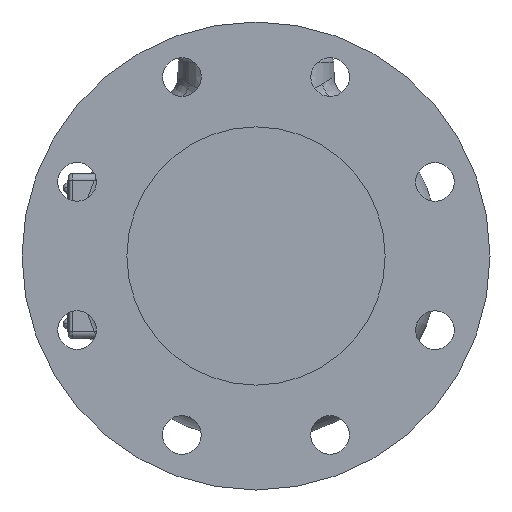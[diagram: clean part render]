
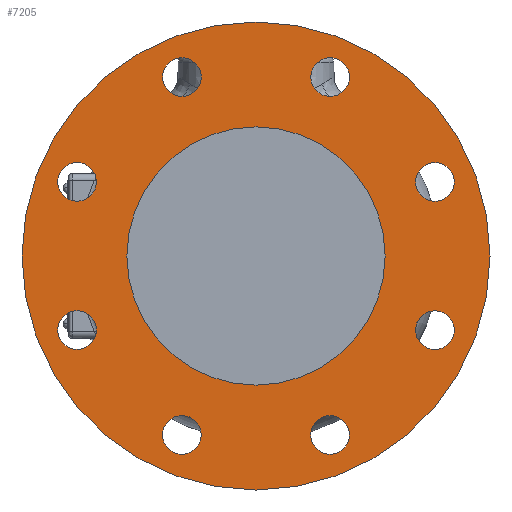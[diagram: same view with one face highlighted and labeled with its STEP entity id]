
A CAD part, front view. The second image highlights one B-rep face of the part: STEP entity #7205.
In plain terms, the highlighted planar face has unit normal (0, -1, 0).
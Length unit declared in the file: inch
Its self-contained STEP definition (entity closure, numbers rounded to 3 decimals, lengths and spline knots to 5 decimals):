
#3715=CARTESIAN_POINT('',(0.,-3.625,0.));
#3716=DIRECTION('',(0.,-1.,0.));
#3717=DIRECTION('',(-1.,0.,0.));
#3718=AXIS2_PLACEMENT_3D('',#3715,#3716,#3717);
#3733=CARTESIAN_POINT('',(3.46455,-3.625,1.43506));
#3734=DIRECTION('',(0.,1.,0.));
#3735=DIRECTION('',(0.,0.,1.));
#3736=AXIS2_PLACEMENT_3D('',#3733,#3734,#3735);
#3738=CARTESIAN_POINT('',(3.46455,-3.625,1.43506));
#3739=DIRECTION('',(0.,1.,0.));
#3740=DIRECTION('',(0.,0.,-1.));
#3741=AXIS2_PLACEMENT_3D('',#3738,#3739,#3740);
#3743=CARTESIAN_POINT('',(1.43506,-3.625,3.46455));
#3744=DIRECTION('',(0.,1.,0.));
#3745=DIRECTION('',(-0.707,0.,0.707));
#3746=AXIS2_PLACEMENT_3D('',#3743,#3744,#3745);
#3748=CARTESIAN_POINT('',(1.43506,-3.625,3.46455));
#3749=DIRECTION('',(0.,1.,0.));
#3750=DIRECTION('',(0.707,0.,-0.707));
#3751=AXIS2_PLACEMENT_3D('',#3748,#3749,#3750);
#3753=CARTESIAN_POINT('',(-1.43506,-3.625,3.46455));
#3754=DIRECTION('',(0.,1.,0.));
#3755=DIRECTION('',(-1.,0.,0.));
#3756=AXIS2_PLACEMENT_3D('',#3753,#3754,#3755);
#3758=CARTESIAN_POINT('',(-1.43506,-3.625,3.46455));
#3759=DIRECTION('',(0.,1.,0.));
#3760=DIRECTION('',(1.,0.,0.));
#3761=AXIS2_PLACEMENT_3D('',#3758,#3759,#3760);
#3763=CARTESIAN_POINT('',(-3.46455,-3.625,1.43506));
#3764=DIRECTION('',(0.,1.,0.));
#3765=DIRECTION('',(-0.707,0.,-0.707));
#3766=AXIS2_PLACEMENT_3D('',#3763,#3764,#3765);
#3768=CARTESIAN_POINT('',(-3.46455,-3.625,1.43506));
#3769=DIRECTION('',(0.,1.,0.));
#3770=DIRECTION('',(0.707,0.,0.707));
#3771=AXIS2_PLACEMENT_3D('',#3768,#3769,#3770);
#3773=CARTESIAN_POINT('',(-3.46455,-3.625,-1.43506));
#3774=DIRECTION('',(0.,1.,0.));
#3775=DIRECTION('',(0.,0.,-1.));
#3776=AXIS2_PLACEMENT_3D('',#3773,#3774,#3775);
#3778=CARTESIAN_POINT('',(-3.46455,-3.625,-1.43506));
#3779=DIRECTION('',(0.,1.,0.));
#3780=DIRECTION('',(0.,0.,1.));
#3781=AXIS2_PLACEMENT_3D('',#3778,#3779,#3780);
#3783=CARTESIAN_POINT('',(-1.43506,-3.625,-3.46455));
#3784=DIRECTION('',(0.,1.,0.));
#3785=DIRECTION('',(0.707,0.,-0.707));
#3786=AXIS2_PLACEMENT_3D('',#3783,#3784,#3785);
#3788=CARTESIAN_POINT('',(-1.43506,-3.625,-3.46455));
#3789=DIRECTION('',(0.,1.,0.));
#3790=DIRECTION('',(-0.707,0.,0.707));
#3791=AXIS2_PLACEMENT_3D('',#3788,#3789,#3790);
#3793=CARTESIAN_POINT('',(1.43506,-3.625,-3.46455));
#3794=DIRECTION('',(0.,1.,0.));
#3795=DIRECTION('',(1.,0.,0.));
#3796=AXIS2_PLACEMENT_3D('',#3793,#3794,#3795);
#3798=CARTESIAN_POINT('',(1.43506,-3.625,-3.46455));
#3799=DIRECTION('',(0.,1.,0.));
#3800=DIRECTION('',(-1.,0.,0.));
#3801=AXIS2_PLACEMENT_3D('',#3798,#3799,#3800);
#3803=CARTESIAN_POINT('',(3.46455,-3.625,-1.43506));
#3804=DIRECTION('',(0.,1.,0.));
#3805=DIRECTION('',(0.707,0.,0.707));
#3806=AXIS2_PLACEMENT_3D('',#3803,#3804,#3805);
#3808=CARTESIAN_POINT('',(3.46455,-3.625,-1.43506));
#3809=DIRECTION('',(0.,1.,0.));
#3810=DIRECTION('',(-0.707,0.,-0.707));
#3811=AXIS2_PLACEMENT_3D('',#3808,#3809,#3810);
#3813=CARTESIAN_POINT('',(0.,-3.625,0.));
#3814=DIRECTION('',(0.,-1.,0.));
#3815=DIRECTION('',(1.,0.,0.));
#3816=AXIS2_PLACEMENT_3D('',#3813,#3814,#3815);
#3818=CARTESIAN_POINT('',(0.,-3.625,0.));
#3819=DIRECTION('',(0.,-1.,0.));
#3820=DIRECTION('',(-1.,0.,0.));
#3821=AXIS2_PLACEMENT_3D('',#3818,#3819,#3820);
#3823=CARTESIAN_POINT('',(0.,-3.625,0.));
#3824=DIRECTION('',(0.,-1.,0.));
#3825=DIRECTION('',(1.,0.,0.));
#3826=AXIS2_PLACEMENT_3D('',#3823,#3824,#3825);
#4215=CARTESIAN_POINT('',(4.53125,-3.625,0.));
#4216=CARTESIAN_POINT('',(-4.53125,-3.625,0.));
#4217=VERTEX_POINT('',#4215);
#4218=VERTEX_POINT('',#4216);
#4355=CARTESIAN_POINT('',(3.46455,-3.625,1.81006));
#4357=VERTEX_POINT('',#4355);
#4359=CARTESIAN_POINT('',(3.46455,-3.625,1.06006));
#4361=VERTEX_POINT('',#4359);
#4363=CARTESIAN_POINT('',(1.1699,-3.625,3.72971));
#4365=VERTEX_POINT('',#4363);
#4367=CARTESIAN_POINT('',(1.70023,-3.625,3.19938));
#4369=VERTEX_POINT('',#4367);
#4371=CARTESIAN_POINT('',(-1.81006,-3.625,3.46455));
#4373=VERTEX_POINT('',#4371);
#4375=CARTESIAN_POINT('',(-1.06006,-3.625,3.46455));
#4377=VERTEX_POINT('',#4375);
#4379=CARTESIAN_POINT('',(-3.72971,-3.625,1.1699));
#4381=VERTEX_POINT('',#4379);
#4383=CARTESIAN_POINT('',(-3.19938,-3.625,1.70023));
#4385=VERTEX_POINT('',#4383);
#4387=CARTESIAN_POINT('',(-3.46455,-3.625,-1.81006));
#4389=VERTEX_POINT('',#4387);
#4391=CARTESIAN_POINT('',(-3.46455,-3.625,-1.06006));
#4393=VERTEX_POINT('',#4391);
#4395=CARTESIAN_POINT('',(-1.1699,-3.625,-3.72971));
#4397=VERTEX_POINT('',#4395);
#4399=CARTESIAN_POINT('',(-1.70023,-3.625,-3.19938));
#4401=VERTEX_POINT('',#4399);
#4403=CARTESIAN_POINT('',(1.81006,-3.625,-3.46455));
#4405=VERTEX_POINT('',#4403);
#4407=CARTESIAN_POINT('',(1.06006,-3.625,-3.46455));
#4409=VERTEX_POINT('',#4407);
#4411=CARTESIAN_POINT('',(3.72971,-3.625,-1.1699));
#4413=VERTEX_POINT('',#4411);
#4415=CARTESIAN_POINT('',(3.19938,-3.625,-1.70023));
#4417=VERTEX_POINT('',#4415);
#4427=CARTESIAN_POINT('',(2.5,-3.625,0.));
#4428=CARTESIAN_POINT('',(-2.5,-3.625,0.));
#4429=VERTEX_POINT('',#4427);
#4430=VERTEX_POINT('',#4428);
#7141=CARTESIAN_POINT('',(0.,-3.625,0.));
#7142=DIRECTION('',(0.,1.,0.));
#7143=DIRECTION('',(-1.,0.,0.));
#7144=AXIS2_PLACEMENT_3D('',#7141,#7142,#7143);
#7145=PLANE('',#7144);
#7147=ORIENTED_EDGE('',*,*,#7146,.F.);
#7148=ORIENTED_EDGE('',*,*,#7131,.F.);
#7149=EDGE_LOOP('',(#7147,#7148));
#7150=FACE_OUTER_BOUND('',#7149,.F.);
#7152=ORIENTED_EDGE('',*,*,#7151,.F.);
#7154=ORIENTED_EDGE('',*,*,#7153,.F.);
#7155=EDGE_LOOP('',(#7152,#7154));
#7156=FACE_BOUND('',#7155,.F.);
#7158=ORIENTED_EDGE('',*,*,#7157,.F.);
#7160=ORIENTED_EDGE('',*,*,#7159,.F.);
#7161=EDGE_LOOP('',(#7158,#7160));
#7162=FACE_BOUND('',#7161,.F.);
#7164=ORIENTED_EDGE('',*,*,#7163,.F.);
#7166=ORIENTED_EDGE('',*,*,#7165,.F.);
#7167=EDGE_LOOP('',(#7164,#7166));
#7168=FACE_BOUND('',#7167,.F.);
#7170=ORIENTED_EDGE('',*,*,#7169,.F.);
#7172=ORIENTED_EDGE('',*,*,#7171,.F.);
#7173=EDGE_LOOP('',(#7170,#7172));
#7174=FACE_BOUND('',#7173,.F.);
#7176=ORIENTED_EDGE('',*,*,#7175,.F.);
#7178=ORIENTED_EDGE('',*,*,#7177,.F.);
#7179=EDGE_LOOP('',(#7176,#7178));
#7180=FACE_BOUND('',#7179,.F.);
#7182=ORIENTED_EDGE('',*,*,#7181,.F.);
#7184=ORIENTED_EDGE('',*,*,#7183,.F.);
#7185=EDGE_LOOP('',(#7182,#7184));
#7186=FACE_BOUND('',#7185,.F.);
#7188=ORIENTED_EDGE('',*,*,#7187,.F.);
#7190=ORIENTED_EDGE('',*,*,#7189,.F.);
#7191=EDGE_LOOP('',(#7188,#7190));
#7192=FACE_BOUND('',#7191,.F.);
#7194=ORIENTED_EDGE('',*,*,#7193,.F.);
#7196=ORIENTED_EDGE('',*,*,#7195,.F.);
#7197=EDGE_LOOP('',(#7194,#7196));
#7198=FACE_BOUND('',#7197,.F.);
#7200=ORIENTED_EDGE('',*,*,#7199,.T.);
#7202=ORIENTED_EDGE('',*,*,#7201,.T.);
#7203=EDGE_LOOP('',(#7200,#7202));
#7204=FACE_BOUND('',#7203,.F.);
#3719=CIRCLE('',#3718,4.53125);
#3737=CIRCLE('',#3736,0.375);
#3742=CIRCLE('',#3741,0.375);
#3747=CIRCLE('',#3746,0.375);
#3752=CIRCLE('',#3751,0.375);
#3757=CIRCLE('',#3756,0.375);
#3762=CIRCLE('',#3761,0.375);
#3767=CIRCLE('',#3766,0.375);
#3772=CIRCLE('',#3771,0.375);
#3777=CIRCLE('',#3776,0.375);
#3782=CIRCLE('',#3781,0.375);
#3787=CIRCLE('',#3786,0.375);
#3792=CIRCLE('',#3791,0.375);
#3797=CIRCLE('',#3796,0.375);
#3802=CIRCLE('',#3801,0.375);
#3807=CIRCLE('',#3806,0.375);
#3812=CIRCLE('',#3811,0.375);
#3817=CIRCLE('',#3816,2.5);
#3822=CIRCLE('',#3821,2.5);
#3827=CIRCLE('',#3826,4.53125);
#7131=EDGE_CURVE('',#4218,#4217,#3719,.T.);
#7146=EDGE_CURVE('',#4217,#4218,#3827,.T.);
#7151=EDGE_CURVE('',#4357,#4361,#3737,.T.);
#7153=EDGE_CURVE('',#4361,#4357,#3742,.T.);
#7157=EDGE_CURVE('',#4365,#4369,#3747,.T.);
#7159=EDGE_CURVE('',#4369,#4365,#3752,.T.);
#7163=EDGE_CURVE('',#4373,#4377,#3757,.T.);
#7165=EDGE_CURVE('',#4377,#4373,#3762,.T.);
#7169=EDGE_CURVE('',#4381,#4385,#3767,.T.);
#7171=EDGE_CURVE('',#4385,#4381,#3772,.T.);
#7175=EDGE_CURVE('',#4389,#4393,#3777,.T.);
#7177=EDGE_CURVE('',#4393,#4389,#3782,.T.);
#7181=EDGE_CURVE('',#4397,#4401,#3787,.T.);
#7183=EDGE_CURVE('',#4401,#4397,#3792,.T.);
#7187=EDGE_CURVE('',#4405,#4409,#3797,.T.);
#7189=EDGE_CURVE('',#4409,#4405,#3802,.T.);
#7193=EDGE_CURVE('',#4413,#4417,#3807,.T.);
#7195=EDGE_CURVE('',#4417,#4413,#3812,.T.);
#7199=EDGE_CURVE('',#4429,#4430,#3817,.T.);
#7201=EDGE_CURVE('',#4430,#4429,#3822,.T.);
#7205=ADVANCED_FACE('',(#7150,#7156,#7162,#7168,#7174,#7180,#7186,#7192,#7198,
#7204),#7145,.F.);
